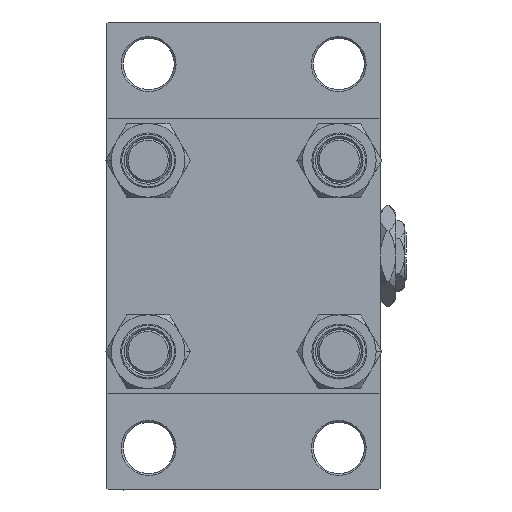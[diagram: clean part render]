
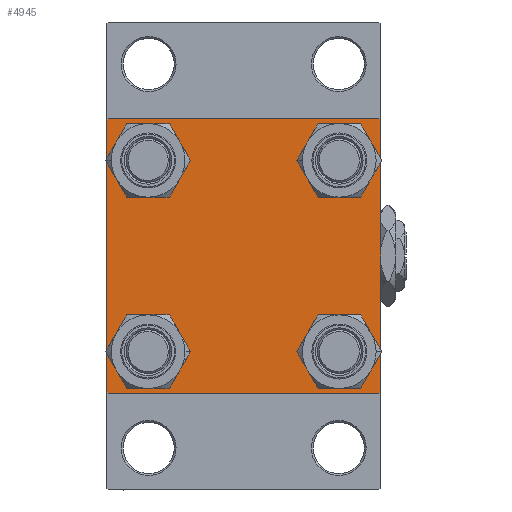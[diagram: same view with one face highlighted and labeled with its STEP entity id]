
A CAD part, left-side view. The second image highlights one B-rep face of the part: STEP entity #4945.
In plain terms, the highlighted planar face has unit normal (-1, 0, 0).
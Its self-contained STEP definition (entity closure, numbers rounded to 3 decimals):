
#1279 = CARTESIAN_POINT ( 'NONE',  ( 0., 26.15, 26.15 ) ) ;
#1294 = AXIS2_PLACEMENT_3D ( 'NONE', #49077, #41561, #7465 ) ;
#1956 = CARTESIAN_POINT ( 'NONE',  ( 0., 26.15, -26.15 ) ) ;
#2133 = VECTOR ( 'NONE', #7540, 1000. ) ;
#2306 = VERTEX_POINT ( 'NONE', #14899 ) ;
#2469 = VECTOR ( 'NONE', #12960, 1000. ) ;
#2748 = CARTESIAN_POINT ( 'NONE',  ( 0., -37., -37.5 ) ) ;
#3058 = AXIS2_PLACEMENT_3D ( 'NONE', #1956, #6442, #33023 ) ;
#3116 = EDGE_CURVE ( 'NONE', #48309, #5776, #27481, .T. ) ;
#3361 = VECTOR ( 'NONE', #32141, 1000. ) ;
#3397 = VECTOR ( 'NONE', #21630, 1000. ) ;
#4135 = AXIS2_PLACEMENT_3D ( 'NONE', #44737, #40478, #45239 ) ;
#4584 = ORIENTED_EDGE ( 'NONE', *, *, #11553, .T. ) ;
#4781 = CARTESIAN_POINT ( 'NONE',  ( 0., -26.15, 19.65 ) ) ;
#4797 = VERTEX_POINT ( 'NONE', #44816 ) ;
#4945 = ADVANCED_FACE ( 'NONE', ( #34774, #49335, #18471, #15704, #33791 ), #37794, .T. ) ;
#5040 = ORIENTED_EDGE ( 'NONE', *, *, #13568, .T. ) ;
#5547 = VERTEX_POINT ( 'NONE', #31895 ) ;
#5595 = DIRECTION ( 'NONE',  ( 0., -1., 0. ) ) ;
#5700 = AXIS2_PLACEMENT_3D ( 'NONE', #34332, #15256, #33832 ) ;
#5776 = VERTEX_POINT ( 'NONE', #19772 ) ;
#6032 = EDGE_LOOP ( 'NONE', ( #6950, #49040, #21739, #27436, #42720, #7238, #8743, #4584 ) ) ;
#6442 = DIRECTION ( 'NONE',  ( 1., 0., 0. ) ) ;
#6555 = EDGE_CURVE ( 'NONE', #19318, #47702, #22312, .T. ) ;
#6950 = ORIENTED_EDGE ( 'NONE', *, *, #38836, .T. ) ;
#7238 = ORIENTED_EDGE ( 'NONE', *, *, #19968, .T. ) ;
#7465 = DIRECTION ( 'NONE',  ( 0., 0., 1. ) ) ;
#7540 = DIRECTION ( 'NONE',  ( 0., -1., 0. ) ) ;
#7599 = EDGE_CURVE ( 'NONE', #18367, #2306, #47056, .T. ) ;
#8743 = ORIENTED_EDGE ( 'NONE', *, *, #17242, .F. ) ;
#9317 = DIRECTION ( 'NONE',  ( 0., 0., -1. ) ) ;
#9433 = CARTESIAN_POINT ( 'NONE',  ( 0., 26.15, 32.65 ) ) ;
#9460 = CIRCLE ( 'NONE', #27079, 6.5 ) ;
#10614 = LINE ( 'NONE', #48720, #3397 ) ;
#11076 = AXIS2_PLACEMENT_3D ( 'NONE', #1279, #31859, #47146 ) ;
#11553 = EDGE_CURVE ( 'NONE', #20560, #39362, #35643, .T. ) ;
#11625 = CARTESIAN_POINT ( 'NONE',  ( 0., 37., 37.5 ) ) ;
#12960 = DIRECTION ( 'NONE',  ( 0., 0., -1. ) ) ;
#13248 = CARTESIAN_POINT ( 'NONE',  ( 0., -26.15, 32.65 ) ) ;
#13524 = VERTEX_POINT ( 'NONE', #4781 ) ;
#13551 = VECTOR ( 'NONE', #5595, 1000. ) ;
#13568 = EDGE_CURVE ( 'NONE', #41089, #36475, #43897, .T. ) ;
#13662 = VECTOR ( 'NONE', #23506, 1000. ) ;
#13975 = EDGE_CURVE ( 'NONE', #2306, #18367, #9460, .T. ) ;
#14016 = EDGE_CURVE ( 'NONE', #5776, #48309, #46293, .T. ) ;
#14690 = EDGE_LOOP ( 'NONE', ( #44436, #36332 ) ) ;
#14899 = CARTESIAN_POINT ( 'NONE',  ( 0., -26.15, -32.65 ) ) ;
#15256 = DIRECTION ( 'NONE',  ( 1., 0., 0. ) ) ;
#15434 = VECTOR ( 'NONE', #9317, 1000. ) ;
#15704 = FACE_BOUND ( 'NONE', #20730, .T. ) ;
#16612 = CARTESIAN_POINT ( 'NONE',  ( 0., 37.5, 37.5 ) ) ;
#16711 = CARTESIAN_POINT ( 'NONE',  ( 0., -37.5, 37.5 ) ) ;
#16814 = LINE ( 'NONE', #39172, #15434 ) ;
#17242 = EDGE_CURVE ( 'NONE', #20560, #29397, #39700, .T. ) ;
#17951 = DIRECTION ( 'NONE',  ( 0., 0., 1. ) ) ;
#18367 = VERTEX_POINT ( 'NONE', #49471 ) ;
#18471 = FACE_BOUND ( 'NONE', #39958, .T. ) ;
#19242 = CARTESIAN_POINT ( 'NONE',  ( 0., -37.25, 37.25 ) ) ;
#19318 = VERTEX_POINT ( 'NONE', #28148 ) ;
#19438 = DIRECTION ( 'NONE',  ( 1., 0., 0. ) ) ;
#19772 = CARTESIAN_POINT ( 'NONE',  ( 0., 26.15, -32.65 ) ) ;
#19968 = EDGE_CURVE ( 'NONE', #4797, #29397, #38812, .T. ) ;
#20076 = EDGE_CURVE ( 'NONE', #4797, #5547, #32523, .T. ) ;
#20267 = AXIS2_PLACEMENT_3D ( 'NONE', #20996, #36304, #32547 ) ;
#20560 = VERTEX_POINT ( 'NONE', #11625 ) ;
#20716 = EDGE_CURVE ( 'NONE', #36475, #41089, #42566, .T. ) ;
#20730 = EDGE_LOOP ( 'NONE', ( #5040, #44124 ) ) ;
#20860 = CARTESIAN_POINT ( 'NONE',  ( 0., -37., 37.5 ) ) ;
#20972 = EDGE_CURVE ( 'NONE', #30901, #13524, #32158, .T. ) ;
#20996 = CARTESIAN_POINT ( 'NONE',  ( 0., 26.15, -26.15 ) ) ;
#21630 = DIRECTION ( 'NONE',  ( 0., -0.707, 0.707 ) ) ;
#21739 = ORIENTED_EDGE ( 'NONE', *, *, #6555, .T. ) ;
#22224 = CARTESIAN_POINT ( 'NONE',  ( 0., 37.5, -37. ) ) ;
#22312 = LINE ( 'NONE', #48646, #2133 ) ;
#22564 = CARTESIAN_POINT ( 'NONE',  ( 0., 26.15, 19.65 ) ) ;
#23506 = DIRECTION ( 'NONE',  ( 0., 0.707, 0.707 ) ) ;
#24791 = VERTEX_POINT ( 'NONE', #22224 ) ;
#26214 = VECTOR ( 'NONE', #47174, 1000. ) ;
#27079 = AXIS2_PLACEMENT_3D ( 'NONE', #48550, #40047, #17951 ) ;
#27206 = CARTESIAN_POINT ( 'NONE',  ( 0., 37.5, 37. ) ) ;
#27436 = ORIENTED_EDGE ( 'NONE', *, *, #37249, .T. ) ;
#27481 = CIRCLE ( 'NONE', #20267, 6.5 ) ;
#27482 = CARTESIAN_POINT ( 'NONE',  ( 0., -26.15, -26.15 ) ) ;
#27640 = LINE ( 'NONE', #43176, #3361 ) ;
#28148 = CARTESIAN_POINT ( 'NONE',  ( 0., 37., -37.5 ) ) ;
#29397 = VERTEX_POINT ( 'NONE', #20860 ) ;
#29990 = DIRECTION ( 'NONE',  ( 1., 0., 0. ) ) ;
#30637 = CIRCLE ( 'NONE', #36203, 6.5 ) ;
#30901 = VERTEX_POINT ( 'NONE', #13248 ) ;
#30961 = EDGE_LOOP ( 'NONE', ( #34405, #33648 ) ) ;
#31760 = ORIENTED_EDGE ( 'NONE', *, *, #14016, .T. ) ;
#31859 = DIRECTION ( 'NONE',  ( 1., 0., 0. ) ) ;
#31892 = CARTESIAN_POINT ( 'NONE',  ( 0., 37.25, 37.25 ) ) ;
#31895 = CARTESIAN_POINT ( 'NONE',  ( 0., -37.5, -37. ) ) ;
#32141 = DIRECTION ( 'NONE',  ( 0., -0.707, -0.707 ) ) ;
#32158 = CIRCLE ( 'NONE', #4135, 6.5 ) ;
#32523 = LINE ( 'NONE', #16711, #2469 ) ;
#32547 = DIRECTION ( 'NONE',  ( 0., 0., 1. ) ) ;
#33023 = DIRECTION ( 'NONE',  ( 0., 0., 1. ) ) ;
#33648 = ORIENTED_EDGE ( 'NONE', *, *, #36992, .T. ) ;
#33791 = FACE_OUTER_BOUND ( 'NONE', #6032, .T. ) ;
#33832 = DIRECTION ( 'NONE',  ( 0., 0., 1. ) ) ;
#34332 = CARTESIAN_POINT ( 'NONE',  ( 0., 26.15, 26.15 ) ) ;
#34405 = ORIENTED_EDGE ( 'NONE', *, *, #20972, .T. ) ;
#34751 = DIRECTION ( 'NONE',  ( 0., 0., 1. ) ) ;
#34774 = FACE_BOUND ( 'NONE', #30961, .T. ) ;
#35643 = LINE ( 'NONE', #31892, #26214 ) ;
#36203 = AXIS2_PLACEMENT_3D ( 'NONE', #37506, #29990, #45282 ) ;
#36226 = EDGE_CURVE ( 'NONE', #24791, #19318, #27640, .T. ) ;
#36304 = DIRECTION ( 'NONE',  ( 1., 0., 0. ) ) ;
#36332 = ORIENTED_EDGE ( 'NONE', *, *, #13975, .T. ) ;
#36475 = VERTEX_POINT ( 'NONE', #22564 ) ;
#36992 = EDGE_CURVE ( 'NONE', #13524, #30901, #30637, .T. ) ;
#37249 = EDGE_CURVE ( 'NONE', #47702, #5547, #10614, .T. ) ;
#37506 = CARTESIAN_POINT ( 'NONE',  ( 0., -26.15, 26.15 ) ) ;
#37591 = ORIENTED_EDGE ( 'NONE', *, *, #3116, .T. ) ;
#37794 = PLANE ( 'NONE',  #1294 ) ;
#38812 = LINE ( 'NONE', #19242, #13662 ) ;
#38836 = EDGE_CURVE ( 'NONE', #39362, #24791, #16814, .T. ) ;
#39172 = CARTESIAN_POINT ( 'NONE',  ( 0., 37.5, 37.5 ) ) ;
#39362 = VERTEX_POINT ( 'NONE', #27206 ) ;
#39700 = LINE ( 'NONE', #16612, #13551 ) ;
#39958 = EDGE_LOOP ( 'NONE', ( #37591, #31760 ) ) ;
#40047 = DIRECTION ( 'NONE',  ( 1., 0., 0. ) ) ;
#40478 = DIRECTION ( 'NONE',  ( 1., 0., 0. ) ) ;
#40488 = CARTESIAN_POINT ( 'NONE',  ( 0., 26.15, -19.65 ) ) ;
#41089 = VERTEX_POINT ( 'NONE', #9433 ) ;
#41561 = DIRECTION ( 'NONE',  ( -1., 0., 0. ) ) ;
#42566 = CIRCLE ( 'NONE', #5700, 6.5 ) ;
#42720 = ORIENTED_EDGE ( 'NONE', *, *, #20076, .F. ) ;
#43176 = CARTESIAN_POINT ( 'NONE',  ( 0., 37.25, -37.25 ) ) ;
#43897 = CIRCLE ( 'NONE', #11076, 6.5 ) ;
#44124 = ORIENTED_EDGE ( 'NONE', *, *, #20716, .T. ) ;
#44436 = ORIENTED_EDGE ( 'NONE', *, *, #7599, .T. ) ;
#44737 = CARTESIAN_POINT ( 'NONE',  ( 0., -26.15, 26.15 ) ) ;
#44816 = CARTESIAN_POINT ( 'NONE',  ( 0., -37.5, 37. ) ) ;
#45239 = DIRECTION ( 'NONE',  ( 0., 0., 1. ) ) ;
#45282 = DIRECTION ( 'NONE',  ( 0., 0., 1. ) ) ;
#46293 = CIRCLE ( 'NONE', #3058, 6.5 ) ;
#47056 = CIRCLE ( 'NONE', #47825, 6.5 ) ;
#47146 = DIRECTION ( 'NONE',  ( 0., 0., 1. ) ) ;
#47174 = DIRECTION ( 'NONE',  ( 0., 0.707, -0.707 ) ) ;
#47702 = VERTEX_POINT ( 'NONE', #2748 ) ;
#47825 = AXIS2_PLACEMENT_3D ( 'NONE', #27482, #19438, #34751 ) ;
#48309 = VERTEX_POINT ( 'NONE', #40488 ) ;
#48550 = CARTESIAN_POINT ( 'NONE',  ( 0., -26.15, -26.15 ) ) ;
#48646 = CARTESIAN_POINT ( 'NONE',  ( 0., 37.5, -37.5 ) ) ;
#48720 = CARTESIAN_POINT ( 'NONE',  ( 0., -37.25, -37.25 ) ) ;
#49040 = ORIENTED_EDGE ( 'NONE', *, *, #36226, .T. ) ;
#49077 = CARTESIAN_POINT ( 'NONE',  ( 0., 0., 0. ) ) ;
#49335 = FACE_BOUND ( 'NONE', #14690, .T. ) ;
#49471 = CARTESIAN_POINT ( 'NONE',  ( 0., -26.15, -19.65 ) ) ;
